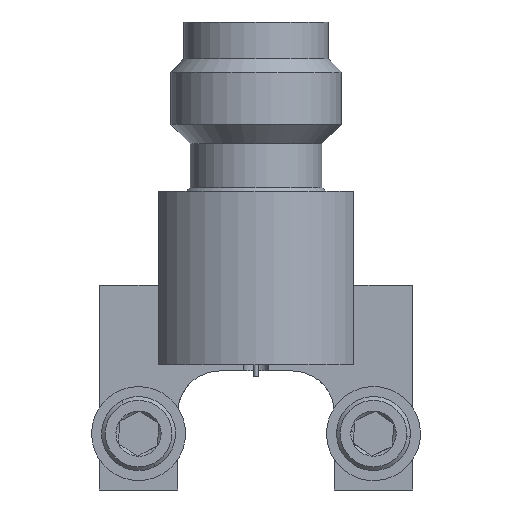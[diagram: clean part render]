
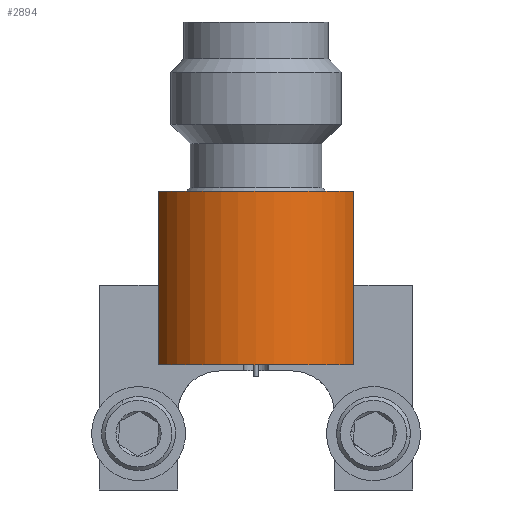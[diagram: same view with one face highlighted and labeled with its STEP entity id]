
A CAD part, front view. The second image highlights one B-rep face of the part: STEP entity #2894.
In plain terms, the highlighted cylindrical face has radius 4.318 mm (diameter 8.636 mm), a partial arc.
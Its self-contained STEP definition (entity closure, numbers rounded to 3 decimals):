
#8 = AXIS2_PLACEMENT_3D ( 'NONE', #17619, #13797, #12383 ) ;
#396 = EDGE_LOOP ( 'NONE', ( #6426, #5417, #3205, #11644 ) ) ;
#620 = VERTEX_POINT ( 'NONE', #8283 ) ;
#918 = CIRCLE ( 'NONE', #18368, 4.318 ) ;
#1365 = DIRECTION ( 'NONE',  ( 0., 0., 1. ) ) ;
#1382 = CIRCLE ( 'NONE', #13731, 4.318 ) ;
#2631 = CARTESIAN_POINT ( 'NONE',  ( 0., 0., -7.036 ) ) ;
#2894 = ADVANCED_FACE ( 'NONE', ( #17427 ), #3597, .T. ) ;
#3062 = VECTOR ( 'NONE', #18674, 1000. ) ;
#3205 = ORIENTED_EDGE ( 'NONE', *, *, #13407, .F. ) ;
#3597 = CYLINDRICAL_SURFACE ( 'NONE', #8, 4.318 ) ;
#3736 = VECTOR ( 'NONE', #1365, 1000. ) ;
#3872 = DIRECTION ( 'NONE',  ( 0., 0., 1. ) ) ;
#4125 = DIRECTION ( 'NONE',  ( 0., -1., 0. ) ) ;
#4475 = EDGE_CURVE ( 'NONE', #15631, #18515, #18796, .T. ) ;
#5371 = EDGE_CURVE ( 'NONE', #15990, #620, #10779, .T. ) ;
#5417 = ORIENTED_EDGE ( 'NONE', *, *, #5371, .T. ) ;
#6426 = ORIENTED_EDGE ( 'NONE', *, *, #18379, .T. ) ;
#6954 = CARTESIAN_POINT ( 'NONE',  ( 3.962, -1.716, -7.26 ) ) ;
#8283 = CARTESIAN_POINT ( 'NONE',  ( 3.962, -1.716, 0. ) ) ;
#10779 = LINE ( 'NONE', #6954, #3062 ) ;
#11544 = CARTESIAN_POINT ( 'NONE',  ( -3.962, -1.716, -7.26 ) ) ;
#11644 = ORIENTED_EDGE ( 'NONE', *, *, #4475, .F. ) ;
#11865 = CARTESIAN_POINT ( 'NONE',  ( -3.962, -1.716, 0. ) ) ;
#12383 = DIRECTION ( 'NONE',  ( 1., 0., 0. ) ) ;
#12567 = CARTESIAN_POINT ( 'NONE',  ( 0., 0., 0. ) ) ;
#12807 = DIRECTION ( 'NONE',  ( 0., 0., 1. ) ) ;
#13407 = EDGE_CURVE ( 'NONE', #18515, #620, #1382, .T. ) ;
#13731 = AXIS2_PLACEMENT_3D ( 'NONE', #12567, #3872, #14042 ) ;
#13797 = DIRECTION ( 'NONE',  ( 0., 0., 1. ) ) ;
#14042 = DIRECTION ( 'NONE',  ( 1., 0., 0. ) ) ;
#14389 = CARTESIAN_POINT ( 'NONE',  ( -3.962, -1.716, -7.036 ) ) ;
#15631 = VERTEX_POINT ( 'NONE', #14389 ) ;
#15990 = VERTEX_POINT ( 'NONE', #18243 ) ;
#17427 = FACE_OUTER_BOUND ( 'NONE', #396, .T. ) ;
#17619 = CARTESIAN_POINT ( 'NONE',  ( 0., 0., 1.863 ) ) ;
#18243 = CARTESIAN_POINT ( 'NONE',  ( 3.962, -1.716, -7.036 ) ) ;
#18368 = AXIS2_PLACEMENT_3D ( 'NONE', #2631, #12807, #4125 ) ;
#18379 = EDGE_CURVE ( 'NONE', #15631, #15990, #918, .T. ) ;
#18515 = VERTEX_POINT ( 'NONE', #11865 ) ;
#18674 = DIRECTION ( 'NONE',  ( 0., 0., 1. ) ) ;
#18796 = LINE ( 'NONE', #11544, #3736 ) ;
